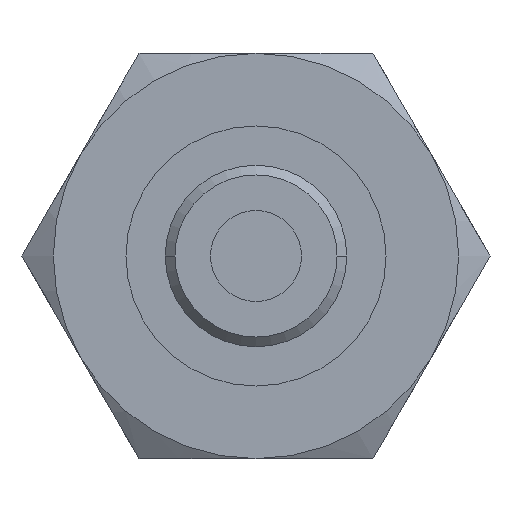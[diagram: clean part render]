
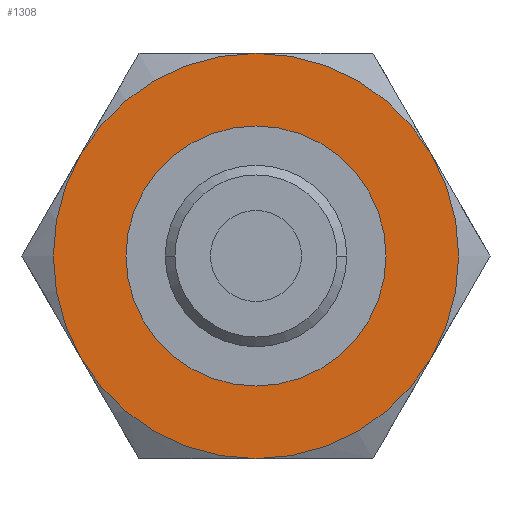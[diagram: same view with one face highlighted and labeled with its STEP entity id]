
A CAD part, front view. The second image highlights one B-rep face of the part: STEP entity #1308.
In plain terms, the highlighted planar face has unit normal (0, -1, 0).
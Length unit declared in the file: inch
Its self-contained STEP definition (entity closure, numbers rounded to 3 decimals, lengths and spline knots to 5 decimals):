
#114=CARTESIAN_POINT('',(0.,0.,0.));
#115=DIRECTION('',(0.,-1.,0.));
#116=DIRECTION('',(1.,0.,0.));
#117=AXIS2_PLACEMENT_3D('',#114,#115,#116);
#123=CARTESIAN_POINT('',(0.,0.,0.));
#124=DIRECTION('',(0.,-1.,0.));
#125=DIRECTION('',(-1.,0.,0.));
#126=AXIS2_PLACEMENT_3D('',#123,#124,#125);
#131=CARTESIAN_POINT('',(0.,0.,0.));
#132=DIRECTION('',(0.,1.,0.));
#133=DIRECTION('',(0.,0.,1.));
#134=AXIS2_PLACEMENT_3D('',#131,#132,#133);
#139=CARTESIAN_POINT('',(0.,0.,0.));
#140=DIRECTION('',(0.,1.,0.));
#141=DIRECTION('',(0.866,0.,0.5));
#142=AXIS2_PLACEMENT_3D('',#139,#140,#141);
#147=CARTESIAN_POINT('',(0.,0.,0.));
#148=DIRECTION('',(0.,1.,0.));
#149=DIRECTION('',(0.866,0.,-0.5));
#150=AXIS2_PLACEMENT_3D('',#147,#148,#149);
#155=CARTESIAN_POINT('',(0.,0.,0.));
#156=DIRECTION('',(0.,1.,0.));
#157=DIRECTION('',(0.,0.,-1.));
#158=AXIS2_PLACEMENT_3D('',#155,#156,#157);
#163=CARTESIAN_POINT('',(0.,0.,0.));
#164=DIRECTION('',(0.,1.,0.));
#165=DIRECTION('',(-0.866,0.,-0.5));
#166=AXIS2_PLACEMENT_3D('',#163,#164,#165);
#171=CARTESIAN_POINT('',(0.,0.,0.));
#172=DIRECTION('',(0.,1.,0.));
#173=DIRECTION('',(-0.866,0.,0.5));
#174=AXIS2_PLACEMENT_3D('',#171,#172,#173);
#1169=CARTESIAN_POINT('',(0.401,0.,0.));
#1170=CARTESIAN_POINT('',(-0.401,0.,0.));
#1171=VERTEX_POINT('',#1169);
#1172=VERTEX_POINT('',#1170);
#1215=CARTESIAN_POINT('',(0.,0.,0.625));
#1216=CARTESIAN_POINT('',(0.54127,0.,0.3125));
#1217=VERTEX_POINT('',#1215);
#1218=VERTEX_POINT('',#1216);
#1219=CARTESIAN_POINT('',(0.54127,0.,-0.3125));
#1220=VERTEX_POINT('',#1219);
#1221=CARTESIAN_POINT('',(0.,0.,-0.625));
#1222=VERTEX_POINT('',#1221);
#1223=CARTESIAN_POINT('',(-0.54127,0.,-0.3125));
#1224=VERTEX_POINT('',#1223);
#1225=CARTESIAN_POINT('',(-0.54127,0.,0.3125));
#1226=VERTEX_POINT('',#1225);
#1283=CARTESIAN_POINT('',(0.,0.,0.));
#1284=DIRECTION('',(0.,1.,0.));
#1285=DIRECTION('',(0.,0.,-1.));
#1286=AXIS2_PLACEMENT_3D('',#1283,#1284,#1285);
#1287=PLANE('',#1286);
#1289=ORIENTED_EDGE('',*,*,#1288,.T.);
#1291=ORIENTED_EDGE('',*,*,#1290,.T.);
#1293=ORIENTED_EDGE('',*,*,#1292,.T.);
#1295=ORIENTED_EDGE('',*,*,#1294,.T.);
#1297=ORIENTED_EDGE('',*,*,#1296,.T.);
#1299=ORIENTED_EDGE('',*,*,#1298,.T.);
#1300=EDGE_LOOP('',(#1289,#1291,#1293,#1295,#1297,#1299));
#1301=FACE_OUTER_BOUND('',#1300,.F.);
#1303=ORIENTED_EDGE('',*,*,#1302,.T.);
#1305=ORIENTED_EDGE('',*,*,#1304,.T.);
#1306=EDGE_LOOP('',(#1303,#1305));
#1307=FACE_BOUND('',#1306,.F.);
#1308=ADVANCED_FACE('',(#1301,#1307),#1287,.F.);
#118=CIRCLE('',#117,0.401);
#127=CIRCLE('',#126,0.401);
#135=CIRCLE('',#134,0.625);
#143=CIRCLE('',#142,0.625);
#151=CIRCLE('',#150,0.625);
#159=CIRCLE('',#158,0.625);
#167=CIRCLE('',#166,0.625);
#175=CIRCLE('',#174,0.625);
#1288=EDGE_CURVE('',#1217,#1218,#135,.T.);
#1290=EDGE_CURVE('',#1218,#1220,#143,.T.);
#1292=EDGE_CURVE('',#1220,#1222,#151,.T.);
#1294=EDGE_CURVE('',#1222,#1224,#159,.T.);
#1296=EDGE_CURVE('',#1224,#1226,#167,.T.);
#1298=EDGE_CURVE('',#1226,#1217,#175,.T.);
#1302=EDGE_CURVE('',#1171,#1172,#118,.T.);
#1304=EDGE_CURVE('',#1172,#1171,#127,.T.);
